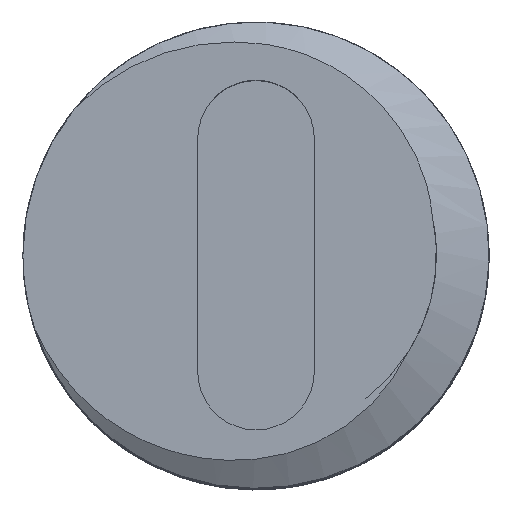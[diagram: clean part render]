
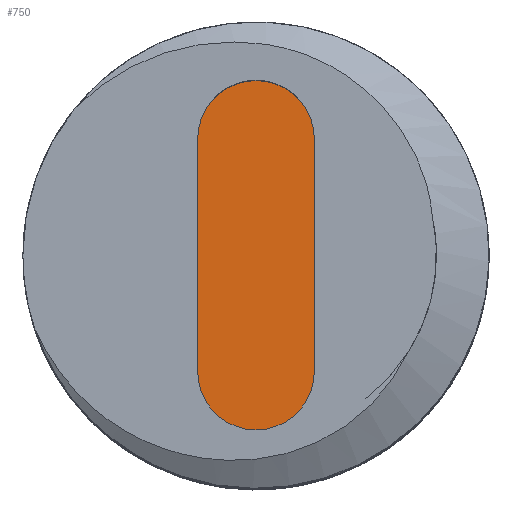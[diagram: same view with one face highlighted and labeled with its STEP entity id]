
A CAD part, top view. The second image highlights one B-rep face of the part: STEP entity #750.
In plain terms, the highlighted planar face has unit normal (0, 0, 1).
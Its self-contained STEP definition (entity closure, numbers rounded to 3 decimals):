
#21=PLANE('',#821);
#59=FACE_OUTER_BOUND('',#100,.T.);
#100=EDGE_LOOP('',(#592,#593,#594,#595));
#114=CIRCLE('',#816,0.5);
#116=CIRCLE('',#820,0.5);
#215=LINE('',#6353,#253);
#220=LINE('',#6366,#258);
#253=VECTOR('',#936,10.);
#258=VECTOR('',#949,10.);
#328=VERTEX_POINT('',#6350);
#329=VERTEX_POINT('',#6352);
#331=VERTEX_POINT('',#6358);
#333=VERTEX_POINT('',#6364);
#434=EDGE_CURVE('',#328,#329,#215,.T.);
#438=EDGE_CURVE('',#331,#328,#114,.T.);
#441=EDGE_CURVE('',#333,#331,#220,.T.);
#443=EDGE_CURVE('',#329,#333,#116,.T.);
#592=ORIENTED_EDGE('',*,*,#443,.F.);
#593=ORIENTED_EDGE('',*,*,#434,.F.);
#594=ORIENTED_EDGE('',*,*,#438,.F.);
#595=ORIENTED_EDGE('',*,*,#441,.F.);
#750=ADVANCED_FACE('',(#59),#21,.T.);
#816=AXIS2_PLACEMENT_3D('',#6360,#943,#944);
#820=AXIS2_PLACEMENT_3D('',#6369,#954,#955);
#821=AXIS2_PLACEMENT_3D('',#6370,#956,#957);
#936=DIRECTION('',(0.,1.,0.));
#943=DIRECTION('center_axis',(0.,0.,-1.));
#944=DIRECTION('ref_axis',(-1.,0.,0.));
#949=DIRECTION('',(0.,-1.,0.));
#954=DIRECTION('center_axis',(0.,0.,-1.));
#955=DIRECTION('ref_axis',(1.,0.,0.));
#956=DIRECTION('center_axis',(0.,0.,1.));
#957=DIRECTION('ref_axis',(1.,0.,0.));
#6350=CARTESIAN_POINT('',(-0.5,-1.,-2.));
#6352=CARTESIAN_POINT('',(-0.5,1.,-2.));
#6353=CARTESIAN_POINT('',(-0.5,1.,-2.));
#6358=CARTESIAN_POINT('',(0.5,-1.,-2.));
#6360=CARTESIAN_POINT('Origin',(0.,-1.,-2.));
#6364=CARTESIAN_POINT('',(0.5,1.,-2.));
#6366=CARTESIAN_POINT('',(0.5,-1.,-2.));
#6369=CARTESIAN_POINT('Origin',(0.,1.,-2.));
#6370=CARTESIAN_POINT('Origin',(0.,0.,-2.));
